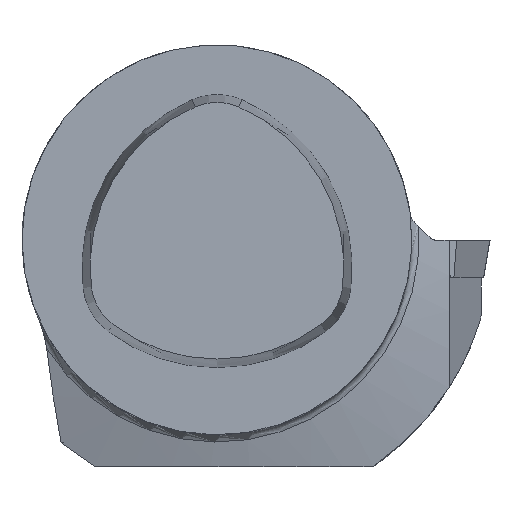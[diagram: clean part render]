
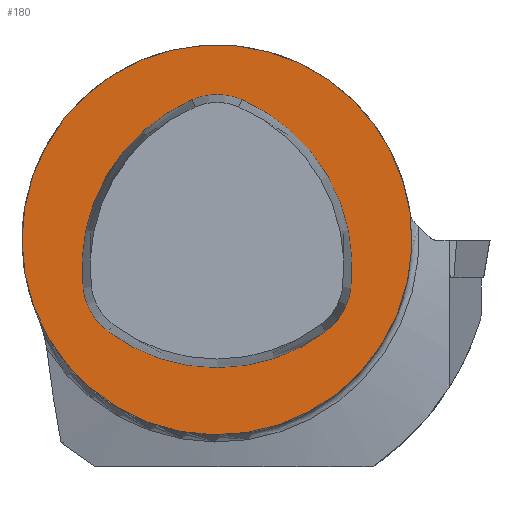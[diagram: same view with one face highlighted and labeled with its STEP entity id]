
A CAD part, top view. The second image highlights one B-rep face of the part: STEP entity #180.
In plain terms, the highlighted planar face has unit normal (0, 0, 1).
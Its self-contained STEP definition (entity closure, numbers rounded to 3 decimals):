
#112=FACE_BOUND('',#294,.T.);
#113=FACE_BOUND('',#295,.T.);
#139=PLANE('',#1102);
#180=ADVANCED_FACE('',(#112,#113),#139,.T.);
#294=EDGE_LOOP('',(#601));
#295=EDGE_LOOP('',(#602,#603,#604,#605,#606,#607));
#337=CIRCLE('',#1076,25.);
#345=CIRCLE('',#1096,23.36);
#346=CIRCLE('',#1097,8.12);
#347=CIRCLE('',#1098,23.36);
#348=CIRCLE('',#1099,8.12);
#349=CIRCLE('',#1100,23.36);
#350=CIRCLE('',#1101,8.12);
#601=ORIENTED_EDGE('',*,*,#892,.F.);
#602=ORIENTED_EDGE('',*,*,#923,.T.);
#603=ORIENTED_EDGE('',*,*,#924,.T.);
#604=ORIENTED_EDGE('',*,*,#925,.T.);
#605=ORIENTED_EDGE('',*,*,#926,.T.);
#606=ORIENTED_EDGE('',*,*,#927,.T.);
#607=ORIENTED_EDGE('',*,*,#928,.T.);
#801=VERTEX_POINT('',#1558);
#826=VERTEX_POINT('',#1650);
#827=VERTEX_POINT('',#1651);
#828=VERTEX_POINT('',#1653);
#829=VERTEX_POINT('',#1655);
#830=VERTEX_POINT('',#1657);
#831=VERTEX_POINT('',#1659);
#892=EDGE_CURVE('',#801,#801,#337,.T.);
#923=EDGE_CURVE('',#826,#827,#345,.T.);
#924=EDGE_CURVE('',#827,#828,#346,.T.);
#925=EDGE_CURVE('',#828,#829,#347,.T.);
#926=EDGE_CURVE('',#829,#830,#348,.T.);
#927=EDGE_CURVE('',#830,#831,#349,.T.);
#928=EDGE_CURVE('',#831,#826,#350,.T.);
#1076=AXIS2_PLACEMENT_3D('',#1557,#1222,#1223);
#1096=AXIS2_PLACEMENT_3D('',#1649,#1276,#1277);
#1097=AXIS2_PLACEMENT_3D('',#1652,#1278,#1279);
#1098=AXIS2_PLACEMENT_3D('',#1654,#1280,#1281);
#1099=AXIS2_PLACEMENT_3D('',#1656,#1282,#1283);
#1100=AXIS2_PLACEMENT_3D('',#1658,#1284,#1285);
#1101=AXIS2_PLACEMENT_3D('',#1660,#1286,#1287);
#1102=AXIS2_PLACEMENT_3D('',#1661,#1288,#1289);
#1222=DIRECTION('',(0.,0.,-1.));
#1223=DIRECTION('',(-1.,0.,0.));
#1276=DIRECTION('',(0.,0.,-1.));
#1277=DIRECTION('',(-1.,0.,0.));
#1278=DIRECTION('',(0.,0.,-1.));
#1279=DIRECTION('',(-1.,0.,0.));
#1280=DIRECTION('',(0.,0.,-1.));
#1281=DIRECTION('',(-1.,0.,0.));
#1282=DIRECTION('',(0.,0.,-1.));
#1283=DIRECTION('',(-1.,0.,0.));
#1284=DIRECTION('',(0.,0.,-1.));
#1285=DIRECTION('',(-1.,0.,0.));
#1286=DIRECTION('',(0.,0.,-1.));
#1287=DIRECTION('',(-1.,0.,0.));
#1288=DIRECTION('',(0.,0.,1.));
#1289=DIRECTION('',(1.,0.,0.));
#1557=CARTESIAN_POINT('',(0.,0.,0.));
#1558=CARTESIAN_POINT('',(-25.,0.,0.));
#1649=CARTESIAN_POINT('',(-6.045,-3.49,0.));
#1650=CARTESIAN_POINT('',(3.221,17.954,0.));
#1651=CARTESIAN_POINT('',(17.159,-6.188,0.));
#1652=CARTESIAN_POINT('',(9.093,-5.25,0.));
#1653=CARTESIAN_POINT('',(13.938,-11.766,0.));
#1654=CARTESIAN_POINT('',(0.,6.98,0.));
#1655=CARTESIAN_POINT('',(-13.938,-11.766,0.));
#1656=CARTESIAN_POINT('',(-9.093,-5.25,0.));
#1657=CARTESIAN_POINT('',(-17.159,-6.188,0.));
#1658=CARTESIAN_POINT('',(6.045,-3.49,0.));
#1659=CARTESIAN_POINT('',(-3.221,17.954,0.));
#1660=CARTESIAN_POINT('',(0.,10.5,0.));
#1661=CARTESIAN_POINT('',(0.,0.,0.));
